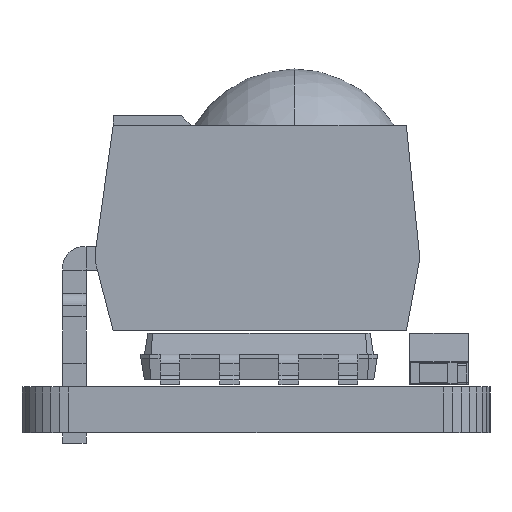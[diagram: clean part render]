
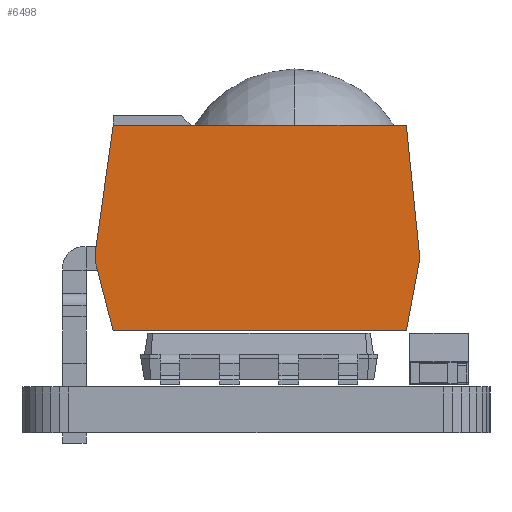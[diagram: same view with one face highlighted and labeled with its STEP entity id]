
A CAD part, left-side view. The second image highlights one B-rep face of the part: STEP entity #6498.
In plain terms, the highlighted face is planar.
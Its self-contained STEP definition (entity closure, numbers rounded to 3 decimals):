
#4875 = PLANE('',#4876);
#4876 = AXIS2_PLACEMENT_3D('',#4877,#4878,#4879);
#4877 = CARTESIAN_POINT('',(5.54,0.83,1.9));
#4878 = DIRECTION('',(0.,0.968,0.25));
#4879 = DIRECTION('',(0.,-0.25,0.968));
#5499 = PLANE('',#5500);
#5500 = AXIS2_PLACEMENT_3D('',#5501,#5502,#5503);
#5501 = CARTESIAN_POINT('',(5.54,0.43,3.45));
#5502 = DIRECTION('',(0.,0.99,-0.139));
#5503 = DIRECTION('',(0.,0.139,0.99));
#5541 = EDGE_CURVE('',#5542,#5544,#5546,.T.);
#5542 = VERTEX_POINT('',#5543);
#5543 = CARTESIAN_POINT('',(5.54,0.83,1.9));
#5544 = VERTEX_POINT('',#5545);
#5545 = CARTESIAN_POINT('',(5.54,0.45,3.373));
#5546 = SURFACE_CURVE('',#5547,(#5551,#5558),.PCURVE_S1.);
#5547 = LINE('',#5548,#5549);
#5548 = CARTESIAN_POINT('',(5.54,0.83,1.9));
#5549 = VECTOR('',#5550,1.);
#5550 = DIRECTION('',(0.,-0.25,0.968));
#5551 = PCURVE('',#4875,#5552);
#5552 = DEFINITIONAL_REPRESENTATION('',(#5553),#5557);
#5553 = LINE('',#5554,#5555);
#5554 = CARTESIAN_POINT('',(0.,0.));
#5555 = VECTOR('',#5556,1.);
#5556 = DIRECTION('',(1.,0.));
#5557 = ( GEOMETRIC_REPRESENTATION_CONTEXT(2) 
PARAMETRIC_REPRESENTATION_CONTEXT() REPRESENTATION_CONTEXT('2D SPACE',''
  ) );
#5558 = PCURVE('',#5559,#5564);
#5559 = PLANE('',#5560);
#5560 = AXIS2_PLACEMENT_3D('',#5561,#5562,#5563);
#5561 = CARTESIAN_POINT('',(5.54,0.45,1.9));
#5562 = DIRECTION('',(-1.,0.,-0.));
#5563 = DIRECTION('',(0.,1.,0.));
#5564 = DEFINITIONAL_REPRESENTATION('',(#5565),#5569);
#5565 = LINE('',#5566,#5567);
#5566 = CARTESIAN_POINT('',(0.38,0.));
#5567 = VECTOR('',#5568,1.);
#5568 = DIRECTION('',(-0.25,-0.968));
#5569 = ( GEOMETRIC_REPRESENTATION_CONTEXT(2) 
PARAMETRIC_REPRESENTATION_CONTEXT() REPRESENTATION_CONTEXT('2D SPACE',''
  ) );
#5587 = PLANE('',#5588);
#5588 = AXIS2_PLACEMENT_3D('',#5589,#5590,#5591);
#5589 = CARTESIAN_POINT('',(-0.46,0.45,1.9));
#5590 = DIRECTION('',(0.,0.,-1.));
#5591 = DIRECTION('',(0.,1.,0.));
#5911 = PLANE('',#5912);
#5912 = AXIS2_PLACEMENT_3D('',#5913,#5914,#5915);
#5913 = CARTESIAN_POINT('',(-0.46,0.45,1.9));
#5914 = DIRECTION('',(0.,1.,0.));
#5915 = DIRECTION('',(1.,0.,0.));
#6157 = EDGE_CURVE('',#6158,#6160,#6162,.T.);
#6158 = VERTEX_POINT('',#6159);
#6159 = CARTESIAN_POINT('',(5.54,0.45,3.592));
#6160 = VERTEX_POINT('',#6161);
#6161 = CARTESIAN_POINT('',(5.54,0.83,6.3));
#6162 = SURFACE_CURVE('',#6163,(#6167,#6174),.PCURVE_S1.);
#6163 = LINE('',#6164,#6165);
#6164 = CARTESIAN_POINT('',(5.54,0.43,3.45));
#6165 = VECTOR('',#6166,1.);
#6166 = DIRECTION('',(0.,0.139,0.99));
#6167 = PCURVE('',#5499,#6168);
#6168 = DEFINITIONAL_REPRESENTATION('',(#6169),#6173);
#6169 = LINE('',#6170,#6171);
#6170 = CARTESIAN_POINT('',(0.,0.));
#6171 = VECTOR('',#6172,1.);
#6172 = DIRECTION('',(1.,0.));
#6173 = ( GEOMETRIC_REPRESENTATION_CONTEXT(2) 
PARAMETRIC_REPRESENTATION_CONTEXT() REPRESENTATION_CONTEXT('2D SPACE',''
  ) );
#6174 = PCURVE('',#5559,#6175);
#6175 = DEFINITIONAL_REPRESENTATION('',(#6176),#6180);
#6176 = LINE('',#6177,#6178);
#6177 = CARTESIAN_POINT('',(-0.02,-1.55));
#6178 = VECTOR('',#6179,1.);
#6179 = DIRECTION('',(0.139,-0.99));
#6180 = ( GEOMETRIC_REPRESENTATION_CONTEXT(2) 
PARAMETRIC_REPRESENTATION_CONTEXT() REPRESENTATION_CONTEXT('2D SPACE',''
  ) );
#6498 = ADVANCED_FACE('',(#6499),#5559,.F.);
#6499 = FACE_BOUND('',#6500,.F.);
#6500 = EDGE_LOOP('',(#6501,#6502,#6523,#6524,#6552,#6580,#6608,#6636));
#6501 = ORIENTED_EDGE('',*,*,#5541,.T.);
#6502 = ORIENTED_EDGE('',*,*,#6503,.T.);
#6503 = EDGE_CURVE('',#5544,#6158,#6504,.T.);
#6504 = SURFACE_CURVE('',#6505,(#6509,#6516),.PCURVE_S1.);
#6505 = LINE('',#6506,#6507);
#6506 = CARTESIAN_POINT('',(5.54,0.45,1.9));
#6507 = VECTOR('',#6508,1.);
#6508 = DIRECTION('',(0.,0.,1.));
#6509 = PCURVE('',#5559,#6510);
#6510 = DEFINITIONAL_REPRESENTATION('',(#6511),#6515);
#6511 = LINE('',#6512,#6513);
#6512 = CARTESIAN_POINT('',(0.,0.));
#6513 = VECTOR('',#6514,1.);
#6514 = DIRECTION('',(0.,-1.));
#6515 = ( GEOMETRIC_REPRESENTATION_CONTEXT(2) 
PARAMETRIC_REPRESENTATION_CONTEXT() REPRESENTATION_CONTEXT('2D SPACE',''
  ) );
#6516 = PCURVE('',#5911,#6517);
#6517 = DEFINITIONAL_REPRESENTATION('',(#6518),#6522);
#6518 = LINE('',#6519,#6520);
#6519 = CARTESIAN_POINT('',(6.,0.));
#6520 = VECTOR('',#6521,1.);
#6521 = DIRECTION('',(0.,-1.));
#6522 = ( GEOMETRIC_REPRESENTATION_CONTEXT(2) 
PARAMETRIC_REPRESENTATION_CONTEXT() REPRESENTATION_CONTEXT('2D SPACE',''
  ) );
#6523 = ORIENTED_EDGE('',*,*,#6157,.T.);
#6524 = ORIENTED_EDGE('',*,*,#6525,.F.);
#6525 = EDGE_CURVE('',#6526,#6160,#6528,.T.);
#6526 = VERTEX_POINT('',#6527);
#6527 = CARTESIAN_POINT('',(5.54,2.48,6.3));
#6528 = SURFACE_CURVE('',#6529,(#6533,#6540),.PCURVE_S1.);
#6529 = LINE('',#6530,#6531);
#6530 = CARTESIAN_POINT('',(5.54,2.48,6.3));
#6531 = VECTOR('',#6532,1.);
#6532 = DIRECTION('',(0.,-1.,0.));
#6533 = PCURVE('',#5559,#6534);
#6534 = DEFINITIONAL_REPRESENTATION('',(#6535),#6539);
#6535 = LINE('',#6536,#6537);
#6536 = CARTESIAN_POINT('',(2.03,-4.4));
#6537 = VECTOR('',#6538,1.);
#6538 = DIRECTION('',(-1.,0.));
#6539 = ( GEOMETRIC_REPRESENTATION_CONTEXT(2) 
PARAMETRIC_REPRESENTATION_CONTEXT() REPRESENTATION_CONTEXT('2D SPACE',''
  ) );
#6540 = PCURVE('',#6541,#6546);
#6541 = PLANE('',#6542);
#6542 = AXIS2_PLACEMENT_3D('',#6543,#6544,#6545);
#6543 = CARTESIAN_POINT('',(5.54,2.48,6.3));
#6544 = DIRECTION('',(1.,0.,0.));
#6545 = DIRECTION('',(0.,-1.,0.));
#6546 = DEFINITIONAL_REPRESENTATION('',(#6547),#6551);
#6547 = LINE('',#6548,#6549);
#6548 = CARTESIAN_POINT('',(0.,0.));
#6549 = VECTOR('',#6550,1.);
#6550 = DIRECTION('',(1.,0.));
#6551 = ( GEOMETRIC_REPRESENTATION_CONTEXT(2) 
PARAMETRIC_REPRESENTATION_CONTEXT() REPRESENTATION_CONTEXT('2D SPACE',''
  ) );
#6552 = ORIENTED_EDGE('',*,*,#6553,.T.);
#6553 = EDGE_CURVE('',#6526,#6554,#6556,.T.);
#6554 = VERTEX_POINT('',#6555);
#6555 = CARTESIAN_POINT('',(5.54,7.1,6.3));
#6556 = SURFACE_CURVE('',#6557,(#6561,#6568),.PCURVE_S1.);
#6557 = LINE('',#6558,#6559);
#6558 = CARTESIAN_POINT('',(5.54,0.45,6.3));
#6559 = VECTOR('',#6560,1.);
#6560 = DIRECTION('',(0.,1.,0.));
#6561 = PCURVE('',#5559,#6562);
#6562 = DEFINITIONAL_REPRESENTATION('',(#6563),#6567);
#6563 = LINE('',#6564,#6565);
#6564 = CARTESIAN_POINT('',(0.,-4.4));
#6565 = VECTOR('',#6566,1.);
#6566 = DIRECTION('',(1.,0.));
#6567 = ( GEOMETRIC_REPRESENTATION_CONTEXT(2) 
PARAMETRIC_REPRESENTATION_CONTEXT() REPRESENTATION_CONTEXT('2D SPACE',''
  ) );
#6568 = PCURVE('',#6569,#6574);
#6569 = PLANE('',#6570);
#6570 = AXIS2_PLACEMENT_3D('',#6571,#6572,#6573);
#6571 = CARTESIAN_POINT('',(-0.46,0.45,6.3));
#6572 = DIRECTION('',(0.,0.,-1.));
#6573 = DIRECTION('',(0.,1.,0.));
#6574 = DEFINITIONAL_REPRESENTATION('',(#6575),#6579);
#6575 = LINE('',#6576,#6577);
#6576 = CARTESIAN_POINT('',(0.,6.));
#6577 = VECTOR('',#6578,1.);
#6578 = DIRECTION('',(1.,0.));
#6579 = ( GEOMETRIC_REPRESENTATION_CONTEXT(2) 
PARAMETRIC_REPRESENTATION_CONTEXT() REPRESENTATION_CONTEXT('2D SPACE',''
  ) );
#6580 = ORIENTED_EDGE('',*,*,#6581,.F.);
#6581 = EDGE_CURVE('',#6582,#6554,#6584,.T.);
#6582 = VERTEX_POINT('',#6583);
#6583 = CARTESIAN_POINT('',(5.54,7.39,3.45));
#6584 = SURFACE_CURVE('',#6585,(#6589,#6596),.PCURVE_S1.);
#6585 = LINE('',#6586,#6587);
#6586 = CARTESIAN_POINT('',(5.54,7.39,3.45));
#6587 = VECTOR('',#6588,1.);
#6588 = DIRECTION('',(0.,-0.101,0.995)
  );
#6589 = PCURVE('',#5559,#6590);
#6590 = DEFINITIONAL_REPRESENTATION('',(#6591),#6595);
#6591 = LINE('',#6592,#6593);
#6592 = CARTESIAN_POINT('',(6.94,-1.55));
#6593 = VECTOR('',#6594,1.);
#6594 = DIRECTION('',(-0.101,-0.995));
#6595 = ( GEOMETRIC_REPRESENTATION_CONTEXT(2) 
PARAMETRIC_REPRESENTATION_CONTEXT() REPRESENTATION_CONTEXT('2D SPACE',''
  ) );
#6596 = PCURVE('',#6597,#6602);
#6597 = PLANE('',#6598);
#6598 = AXIS2_PLACEMENT_3D('',#6599,#6600,#6601);
#6599 = CARTESIAN_POINT('',(5.54,7.39,3.45));
#6600 = DIRECTION('',(0.,0.995,0.101));
#6601 = DIRECTION('',(0.,-0.101,0.995)
  );
#6602 = DEFINITIONAL_REPRESENTATION('',(#6603),#6607);
#6603 = LINE('',#6604,#6605);
#6604 = CARTESIAN_POINT('',(0.,0.));
#6605 = VECTOR('',#6606,1.);
#6606 = DIRECTION('',(1.,0.));
#6607 = ( GEOMETRIC_REPRESENTATION_CONTEXT(2) 
PARAMETRIC_REPRESENTATION_CONTEXT() REPRESENTATION_CONTEXT('2D SPACE',''
  ) );
#6608 = ORIENTED_EDGE('',*,*,#6609,.F.);
#6609 = EDGE_CURVE('',#6610,#6582,#6612,.T.);
#6610 = VERTEX_POINT('',#6611);
#6611 = CARTESIAN_POINT('',(5.54,7.1,1.9));
#6612 = SURFACE_CURVE('',#6613,(#6617,#6624),.PCURVE_S1.);
#6613 = LINE('',#6614,#6615);
#6614 = CARTESIAN_POINT('',(5.54,7.1,1.9));
#6615 = VECTOR('',#6616,1.);
#6616 = DIRECTION('',(0.,0.184,0.983));
#6617 = PCURVE('',#5559,#6618);
#6618 = DEFINITIONAL_REPRESENTATION('',(#6619),#6623);
#6619 = LINE('',#6620,#6621);
#6620 = CARTESIAN_POINT('',(6.65,0.));
#6621 = VECTOR('',#6622,1.);
#6622 = DIRECTION('',(0.184,-0.983));
#6623 = ( GEOMETRIC_REPRESENTATION_CONTEXT(2) 
PARAMETRIC_REPRESENTATION_CONTEXT() REPRESENTATION_CONTEXT('2D SPACE',''
  ) );
#6624 = PCURVE('',#6625,#6630);
#6625 = PLANE('',#6626);
#6626 = AXIS2_PLACEMENT_3D('',#6627,#6628,#6629);
#6627 = CARTESIAN_POINT('',(5.54,7.1,1.9));
#6628 = DIRECTION('',(0.,0.983,-0.184)
  );
#6629 = DIRECTION('',(0.,0.184,0.983));
#6630 = DEFINITIONAL_REPRESENTATION('',(#6631),#6635);
#6631 = LINE('',#6632,#6633);
#6632 = CARTESIAN_POINT('',(0.,0.));
#6633 = VECTOR('',#6634,1.);
#6634 = DIRECTION('',(1.,0.));
#6635 = ( GEOMETRIC_REPRESENTATION_CONTEXT(2) 
PARAMETRIC_REPRESENTATION_CONTEXT() REPRESENTATION_CONTEXT('2D SPACE',''
  ) );
#6636 = ORIENTED_EDGE('',*,*,#6637,.F.);
#6637 = EDGE_CURVE('',#5542,#6610,#6638,.T.);
#6638 = SURFACE_CURVE('',#6639,(#6643,#6650),.PCURVE_S1.);
#6639 = LINE('',#6640,#6641);
#6640 = CARTESIAN_POINT('',(5.54,0.45,1.9));
#6641 = VECTOR('',#6642,1.);
#6642 = DIRECTION('',(0.,1.,0.));
#6643 = PCURVE('',#5559,#6644);
#6644 = DEFINITIONAL_REPRESENTATION('',(#6645),#6649);
#6645 = LINE('',#6646,#6647);
#6646 = CARTESIAN_POINT('',(0.,0.));
#6647 = VECTOR('',#6648,1.);
#6648 = DIRECTION('',(1.,0.));
#6649 = ( GEOMETRIC_REPRESENTATION_CONTEXT(2) 
PARAMETRIC_REPRESENTATION_CONTEXT() REPRESENTATION_CONTEXT('2D SPACE',''
  ) );
#6650 = PCURVE('',#5587,#6651);
#6651 = DEFINITIONAL_REPRESENTATION('',(#6652),#6656);
#6652 = LINE('',#6653,#6654);
#6653 = CARTESIAN_POINT('',(0.,6.));
#6654 = VECTOR('',#6655,1.);
#6655 = DIRECTION('',(1.,0.));
#6656 = ( GEOMETRIC_REPRESENTATION_CONTEXT(2) 
PARAMETRIC_REPRESENTATION_CONTEXT() REPRESENTATION_CONTEXT('2D SPACE',''
  ) );
